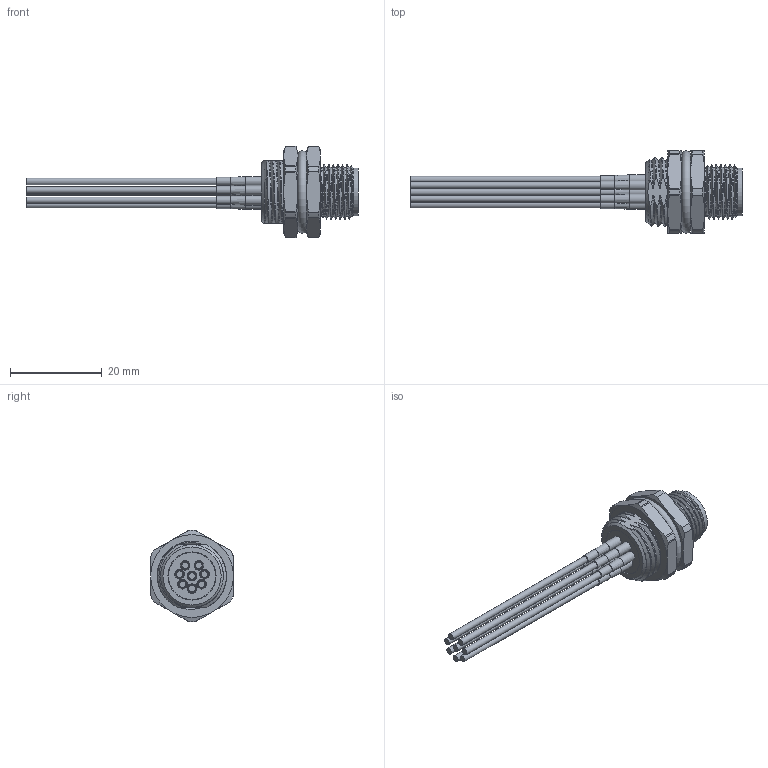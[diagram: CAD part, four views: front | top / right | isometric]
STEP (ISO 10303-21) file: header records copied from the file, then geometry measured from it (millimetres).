
FILE_DESCRIPTION(/* description */ ('Unknown'),/* implementation_level */ '2;1');
FILE_NAME(/* name */ '643352100608',/* time_stamp */ '2021-03-23T11:07:53+01:00',/* author */ ('Unknown'),/* organization */ ('Unknown'),/* preprocessor_version */ 'ST-DEVELOPER v16.7',/* originating_system */ 'DEX',/* authorisation */ $);
FILE_SCHEMA (('AUTOMOTIVE_DESIGN {1 0 10303 214 3 1 1}'));
Length unit declared in the file: millimetre
Products named in the file (17): 6433521006xx; 6430501006xx; 643050100608; 6430501006xx_Housing; 643050100608_Pin; 6430501006xx_Resin; 643xx01004xx_Seal_outer; 643xx01006xx_Nut; Wire 24AWG White; 643352100608_Shrink tube; Wire 24AWG Brown; Wire 24AWG Green; Wire 24AWG Yellow; Wire 24AWG Red; Wire 24AWG Grey; Wire 24AWG Pink; Wire 24AWG Blue
Assembly tree (30 placements, depth 3):
  6433521006xx
    6430501006xx
      643050100608
      6430501006xx_Housing
      643050100608_Pin  x8
      6430501006xx_Resin
      643xx01004xx_Seal_outer
      643xx01006xx_Nut
    Wire 24AWG White
    643352100608_Shrink tube  x8
    Wire 24AWG Brown
    Wire 24AWG Green
    Wire 24AWG Yellow
    Wire 24AWG Red
    Wire 24AWG Grey
    Wire 24AWG Pink
    Wire 24AWG Blue
Bounding box: 72.5 x 18.01 x 20 mm (x, y, z)
Volume: 3996.5 mm3; surface area: 8209.2 mm2
Topology: 29 solids, 29 shells, 744 faces, 1635 edges, 1042 vertices
Faces by surface type: cylinder 284, plane 256, cone 129, torus 49, bspline 26
Full cylindrical faces by diameter (mm): 0.61 x8, 0.8 x24, 1.1 x8, 1.2 x8, 1.26 x16, 1.3 x24, 1.4 x40, 1.42 x16, 1.56 x16, 1.6 x8, 1.785 x8, 2.1 x8, 8.3 x1, 9.16 x1, 9.2 x1, 9.44 x1, 9.5 x16, 10.45 x1, 10.76 x7
Entity records: 23384 total; most frequent: CARTESIAN_POINT 14352, DIRECTION 1737, ORIENTED_EDGE 1494, AXIS2_PLACEMENT_3D 761, EDGE_CURVE 747, FACE_BOUND 643, EDGE_LOOP 641, VERTEX_POINT 568
